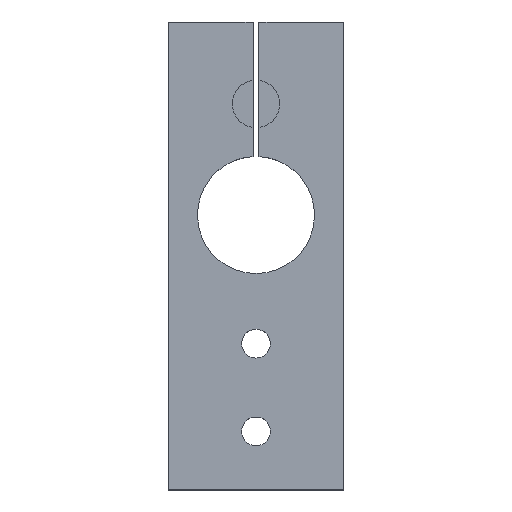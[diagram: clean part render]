
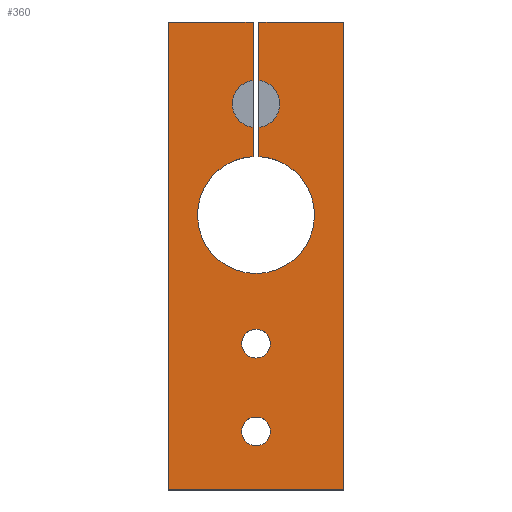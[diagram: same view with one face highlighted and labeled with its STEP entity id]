
A CAD part, top view. The second image highlights one B-rep face of the part: STEP entity #360.
In plain terms, the highlighted planar face has unit normal (0, 0, 1).
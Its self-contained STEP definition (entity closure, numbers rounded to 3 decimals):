
#21=FACE_BOUND('',#76,.T.);
#22=FACE_BOUND('',#77,.T.);
#33=PLANE('',#415);
#51=FACE_OUTER_BOUND('',#75,.T.);
#75=EDGE_LOOP('',(#322,#323,#324,#325,#326,#327,#328,#329,#330,#331,#332,
#333));
#76=EDGE_LOOP('',(#334));
#77=EDGE_LOOP('',(#335));
#78=CIRCLE('',#385,10.);
#83=CIRCLE('',#393,2.459);
#84=CIRCLE('',#395,2.459);
#87=CIRCLE('',#401,4.05);
#88=CIRCLE('',#403,4.05);
#96=LINE('',#532,#130);
#100=LINE('',#539,#134);
#115=LINE('',#595,#149);
#118=LINE('',#601,#152);
#120=LINE('',#605,#154);
#122=LINE('',#608,#156);
#123=LINE('',#610,#157);
#124=LINE('',#612,#158);
#125=LINE('',#613,#159);
#130=VECTOR('',#430,10.);
#134=VECTOR('',#434,10.);
#149=VECTOR('',#493,10.);
#152=VECTOR('',#498,10.);
#154=VECTOR('',#502,10.);
#156=VECTOR('',#506,10.);
#157=VECTOR('',#509,10.);
#158=VECTOR('',#512,10.);
#159=VECTOR('',#513,10.);
#160=VERTEX_POINT('',#518);
#162=VERTEX_POINT('',#521);
#165=VERTEX_POINT('',#529);
#166=VERTEX_POINT('',#531);
#169=VERTEX_POINT('',#537);
#178=VERTEX_POINT('',#559);
#179=VERTEX_POINT('',#563);
#182=VERTEX_POINT('',#574);
#183=VERTEX_POINT('',#576);
#187=VERTEX_POINT('',#592);
#188=VERTEX_POINT('',#594);
#189=VERTEX_POINT('',#598);
#190=VERTEX_POINT('',#600);
#191=VERTEX_POINT('',#604);
#193=EDGE_CURVE('',#162,#160,#78,.T.);
#198=EDGE_CURVE('',#166,#165,#96,.T.);
#202=EDGE_CURVE('',#160,#169,#100,.T.);
#212=EDGE_CURVE('',#178,#178,#83,.T.);
#214=EDGE_CURVE('',#179,#179,#84,.T.);
#221=EDGE_CURVE('',#182,#183,#87,.T.);
#222=EDGE_CURVE('',#169,#166,#88,.T.);
#229=EDGE_CURVE('',#188,#187,#115,.T.);
#232=EDGE_CURVE('',#190,#189,#118,.T.);
#234=EDGE_CURVE('',#191,#190,#120,.T.);
#236=EDGE_CURVE('',#187,#191,#122,.T.);
#237=EDGE_CURVE('',#165,#188,#123,.T.);
#238=EDGE_CURVE('',#183,#162,#124,.T.);
#239=EDGE_CURVE('',#189,#182,#125,.T.);
#322=ORIENTED_EDGE('',*,*,#193,.T.);
#323=ORIENTED_EDGE('',*,*,#202,.T.);
#324=ORIENTED_EDGE('',*,*,#222,.T.);
#325=ORIENTED_EDGE('',*,*,#198,.T.);
#326=ORIENTED_EDGE('',*,*,#237,.T.);
#327=ORIENTED_EDGE('',*,*,#229,.T.);
#328=ORIENTED_EDGE('',*,*,#236,.T.);
#329=ORIENTED_EDGE('',*,*,#234,.T.);
#330=ORIENTED_EDGE('',*,*,#232,.T.);
#331=ORIENTED_EDGE('',*,*,#239,.T.);
#332=ORIENTED_EDGE('',*,*,#221,.T.);
#333=ORIENTED_EDGE('',*,*,#238,.T.);
#334=ORIENTED_EDGE('',*,*,#212,.T.);
#335=ORIENTED_EDGE('',*,*,#214,.T.);
#360=ADVANCED_FACE('',(#51,#21,#22),#33,.T.);
#385=AXIS2_PLACEMENT_3D('',#522,#421,#422);
#393=AXIS2_PLACEMENT_3D('',#560,#451,#452);
#395=AXIS2_PLACEMENT_3D('',#564,#456,#457);
#401=AXIS2_PLACEMENT_3D('',#578,#472,#473);
#403=AXIS2_PLACEMENT_3D('',#580,#476,#477);
#415=AXIS2_PLACEMENT_3D('',#614,#514,#515);
#421=DIRECTION('center_axis',(0.,0.,-1.));
#422=DIRECTION('ref_axis',(1.,0.,0.));
#430=DIRECTION('',(0.,1.,0.));
#434=DIRECTION('',(0.,1.,0.));
#451=DIRECTION('center_axis',(0.,0.,-1.));
#452=DIRECTION('ref_axis',(1.,0.,0.));
#456=DIRECTION('center_axis',(0.,0.,-1.));
#457=DIRECTION('ref_axis',(1.,0.,0.));
#472=DIRECTION('center_axis',(0.,0.,-1.));
#473=DIRECTION('ref_axis',(1.,0.,0.));
#476=DIRECTION('center_axis',(0.,0.,-1.));
#477=DIRECTION('ref_axis',(1.,0.,0.));
#493=DIRECTION('',(0.,-1.,0.));
#498=DIRECTION('',(-1.,0.,0.));
#502=DIRECTION('',(0.,1.,0.));
#506=DIRECTION('',(1.,0.,0.));
#509=DIRECTION('',(-1.,0.,0.));
#512=DIRECTION('',(0.,-1.,0.));
#513=DIRECTION('',(0.,-1.,0.));
#514=DIRECTION('center_axis',(0.,0.,1.));
#515=DIRECTION('ref_axis',(1.,0.,0.));
#518=CARTESIAN_POINT('',(-0.5,16.987,6.5));
#521=CARTESIAN_POINT('',(0.5,16.987,6.5));
#522=CARTESIAN_POINT('Origin',(0.,7.,6.5));
#529=CARTESIAN_POINT('',(-0.5,40.,6.5));
#531=CARTESIAN_POINT('',(-0.5,30.019,6.5));
#532=CARTESIAN_POINT('',(-0.5,7.,6.5));
#537=CARTESIAN_POINT('',(-0.5,21.981,6.5));
#539=CARTESIAN_POINT('',(-0.5,7.,6.5));
#559=CARTESIAN_POINT('',(-2.459,-15.,6.5));
#560=CARTESIAN_POINT('Origin',(0.,-15.,6.5));
#563=CARTESIAN_POINT('',(-2.459,-30.,6.5));
#564=CARTESIAN_POINT('Origin',(0.,-30.,6.5));
#574=CARTESIAN_POINT('',(0.5,30.019,6.5));
#576=CARTESIAN_POINT('',(0.5,21.981,6.5));
#578=CARTESIAN_POINT('Origin',(0.,26.,6.5));
#580=CARTESIAN_POINT('Origin',(0.,26.,6.5));
#592=CARTESIAN_POINT('',(-15.,-40.,6.5));
#594=CARTESIAN_POINT('',(-15.,40.,6.5));
#595=CARTESIAN_POINT('',(-15.,40.,6.5));
#598=CARTESIAN_POINT('',(0.5,40.,6.5));
#600=CARTESIAN_POINT('',(15.,40.,6.5));
#601=CARTESIAN_POINT('',(15.,40.,6.5));
#604=CARTESIAN_POINT('',(15.,-40.,6.5));
#605=CARTESIAN_POINT('',(15.,-40.,6.5));
#608=CARTESIAN_POINT('',(-15.,-40.,6.5));
#610=CARTESIAN_POINT('',(-0.5,40.,6.5));
#612=CARTESIAN_POINT('',(0.5,40.,6.5));
#613=CARTESIAN_POINT('',(0.5,40.,6.5));
#614=CARTESIAN_POINT('Origin',(0.,0.,6.5));
